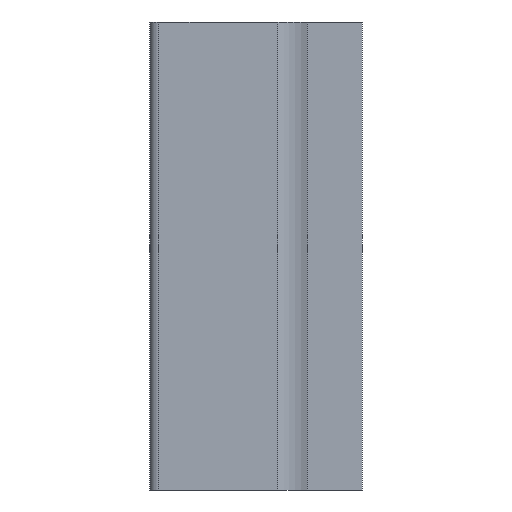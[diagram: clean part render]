
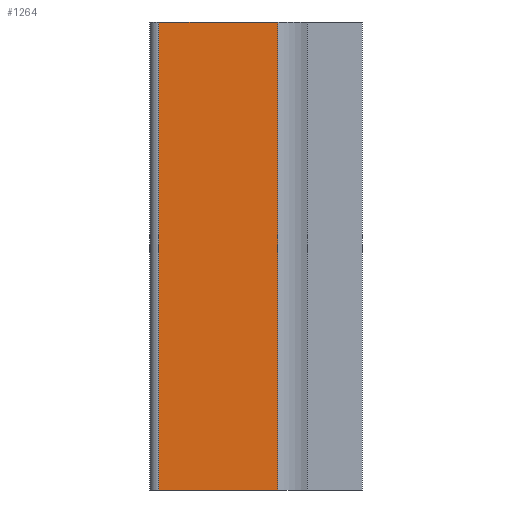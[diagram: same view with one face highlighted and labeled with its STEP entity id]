
A CAD part, left-side view. The second image highlights one B-rep face of the part: STEP entity #1264.
In plain terms, the highlighted planar face has unit normal (-1, 0, 0).
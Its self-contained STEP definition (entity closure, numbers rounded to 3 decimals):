
#369=CARTESIAN_POINT('',(-9.375,3.219,0.0));
#370=VERTEX_POINT('',#369);
#377=CARTESIAN_POINT('',(-9.375,28.585,0.0));
#378=VERTEX_POINT('',#377);
#379=CARTESIAN_POINT('',(-9.375,28.585,0.0));
#380=DIRECTION('',(0.0,-1.0,0.0));
#381=VECTOR('',#380,25.366);
#382=LINE('',#379,#381);
#383=EDGE_CURVE('',#378,#370,#382,.T.);
#807=CARTESIAN_POINT('',(-9.375,28.585,100.0));
#808=VERTEX_POINT('',#807);
#816=CARTESIAN_POINT('',(-9.375,3.219,100.0));
#817=VERTEX_POINT('',#816);
#818=CARTESIAN_POINT('',(-9.375,3.219,100.0));
#819=DIRECTION('',(0.0,1.0,0.0));
#820=VECTOR('',#819,25.366);
#821=LINE('',#818,#820);
#822=EDGE_CURVE('',#817,#808,#821,.T.);
#1238=CARTESIAN_POINT('',(-9.375,28.585,0.0));
#1239=DIRECTION('',(0.0,0.0,1.0));
#1240=VECTOR('',#1239,100.0);
#1241=LINE('',#1238,#1240);
#1242=EDGE_CURVE('',#378,#808,#1241,.T.);
#1248=CARTESIAN_POINT('',(-9.375,15.069,0.0));
#1249=DIRECTION('',(-1.0,0.0,0.0));
#1250=DIRECTION('',(0.0,0.0,1.0));
#1251=AXIS2_PLACEMENT_3D('',#1248,#1249,#1250);
#1252=PLANE('',#1251);
#1253=ORIENTED_EDGE('',*,*,#1242,.F.);
#1254=ORIENTED_EDGE('',*,*,#383,.T.);
#1255=CARTESIAN_POINT('',(-9.375,3.219,0.0));
#1256=DIRECTION('',(0.0,0.0,1.0));
#1257=VECTOR('',#1256,100.0);
#1258=LINE('',#1255,#1257);
#1259=EDGE_CURVE('',#370,#817,#1258,.T.);
#1260=ORIENTED_EDGE('',*,*,#1259,.T.);
#1261=ORIENTED_EDGE('',*,*,#822,.T.);
#1262=EDGE_LOOP('',(#1253,#1254,#1260,#1261));
#1263=FACE_OUTER_BOUND('',#1262,.T.);
#1264=ADVANCED_FACE('',(#1263),#1252,.T.);
